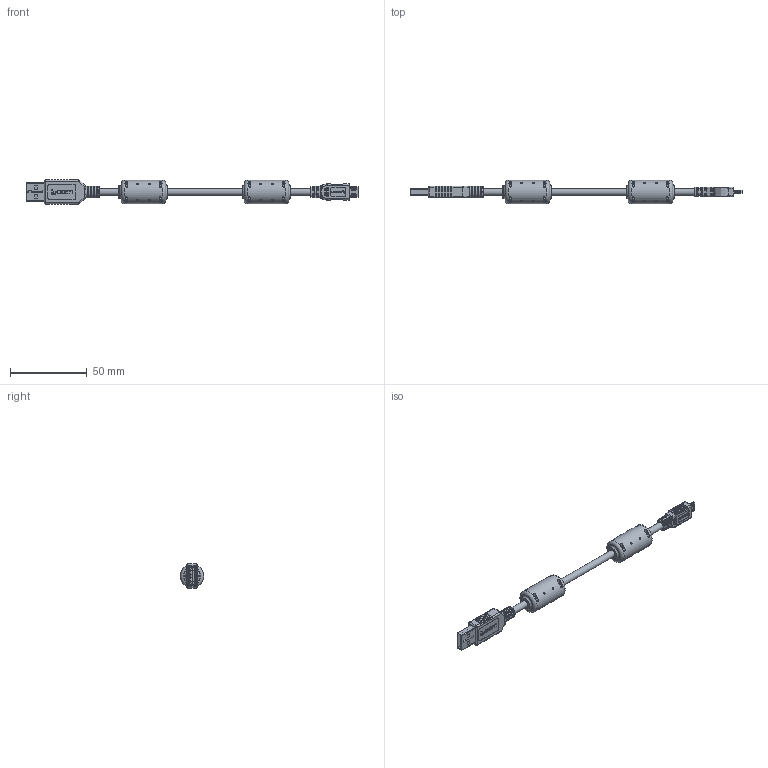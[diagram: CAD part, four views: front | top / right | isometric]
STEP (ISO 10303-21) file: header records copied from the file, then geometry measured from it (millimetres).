
FILE_DESCRIPTION (( 'STEP AP214' ), '1' );
FILE_NAME ('U2A00003.STEP', '2018-04-12T15:49:05', ( '' ), ( '' ), 'SwSTEP 2.0', 'SolidWorks 2017', '' );
FILE_SCHEMA (( 'AUTOMOTIVE_DESIGN' ));
Length unit declared in the file: inch
Products named in the file (19): 1AA05-003_CRIMPED; 1AA05-003-MA5; 1AA05-003-MA4; 1AA05-003-MA3; 1AA05-003-MA2_CRIMPED; 1AA05-003-MA1; 1AL08-132; U2A00003; MTN-805_L-com Logo; MTN-808; MTN-241; MICX-05MX-XXSO-10___; MICX-05MX-XXSO-10-MA3___; MICX-05MX-XXSO-10-MA2; MICX-05MX-XXSO-10-MA1___; 3AB06-025_NEW LOGO; MTN-151_NEW LOGO
Assembly tree (22 placements, depth 5):
  U2A00003
    1AL08-132
    3AB06-025_NEW LOGO
      1AA05-003_CRIMPED
        1AA05-003-MA1
        1AA05-003-MA2_CRIMPED
        1AA05-003-MA3
        1AA05-003-MA4  x4
        1AA05-003-MA5
      MTN-151_NEW LOGO
    MTN-805_L-com Logo
      MTN-805_L-com Logo
      MTN-808
        MTN-808
        MICX-05MX-XXSO-10___
          MICX-05MX-XXSO-10-MA1___
          MICX-05MX-XXSO-10-MA2
          MICX-05MX-XXSO-10-MA3___
    MTN-241  x2
Bounding box: 216 x 15.18 x 15.7 mm (x, y, z)
Volume: 14664 mm3; surface area: 15724.9 mm2
Topology: 18 solids, 18 shells, 1785 faces, 4901 edges, 3139 vertices
Faces by surface type: plane 1056, cylinder 536, bspline 104, sphere 64, torus 25
Full cylindrical faces by diameter (mm): 1.016 x16, 4.496 x1, 4.5 x1, 5.105 x4, 7.5 x1, 7.874 x4, 10.5 x2, 15.24 x2
Entity records: 55219 total; most frequent: CARTESIAN_POINT 12907, ORIENTED_EDGE 8860, DIRECTION 8078, EDGE_CURVE 4430, VECTOR 3128, LINE 3128, VERTEX_POINT 2896, AXIS2_PLACEMENT_3D 2475
